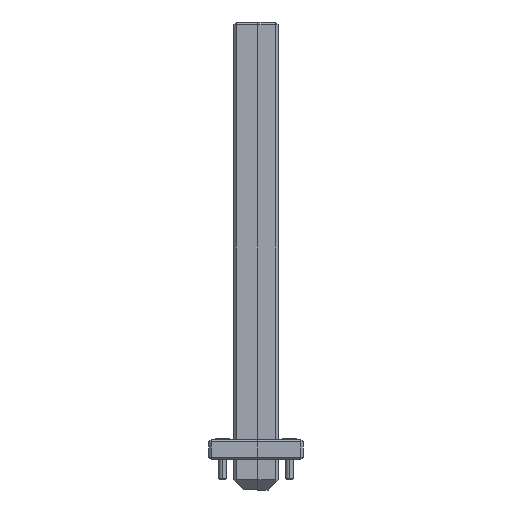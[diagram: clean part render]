
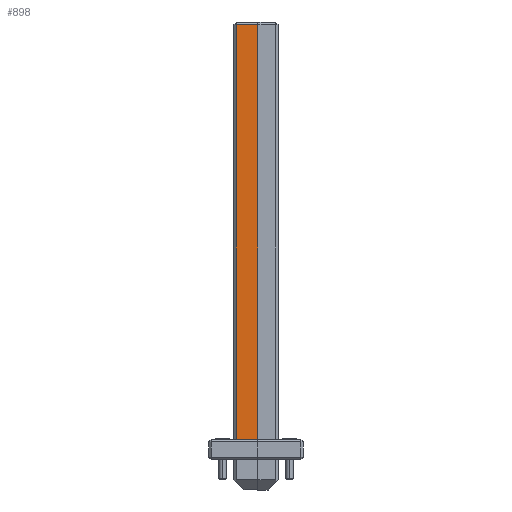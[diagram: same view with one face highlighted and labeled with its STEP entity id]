
A CAD part, left-side view. The second image highlights one B-rep face of the part: STEP entity #898.
In plain terms, the highlighted planar face has unit normal (-1, 0, 0).
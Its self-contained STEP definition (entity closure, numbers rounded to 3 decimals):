
#898 = ADVANCED_FACE ( 'NONE', ( #13446 ), #11056, .F. ) ;
#1607 = CARTESIAN_POINT ( 'NONE',  ( -26.39, 7.75, 188.642 ) ) ;
#1807 = CARTESIAN_POINT ( 'NONE',  ( -26.39, 7.75, 187.642 ) ) ;
#2335 = EDGE_LOOP ( 'NONE', ( #4725, #14875, #4688, #10539 ) ) ;
#2983 = LINE ( 'NONE', #8050, #3534 ) ;
#3244 = VERTEX_POINT ( 'NONE', #5216 ) ;
#3306 = DIRECTION ( 'NONE',  ( 0., 1., 0. ) ) ;
#3493 = CARTESIAN_POINT ( 'NONE',  ( -26.39, 8.75, 188.642 ) ) ;
#3534 = VECTOR ( 'NONE', #13106, 1000. ) ;
#3631 = VERTEX_POINT ( 'NONE', #8021 ) ;
#3670 = DIRECTION ( 'NONE',  ( 1., 0., 0. ) ) ;
#4688 = ORIENTED_EDGE ( 'NONE', *, *, #14373, .T. ) ;
#4725 = ORIENTED_EDGE ( 'NONE', *, *, #12982, .F. ) ;
#4933 = EDGE_CURVE ( 'NONE', #3244, #5174, #7431, .T. ) ;
#5174 = VERTEX_POINT ( 'NONE', #6870 ) ;
#5216 = CARTESIAN_POINT ( 'NONE',  ( -26.39, -0.75, 23.642 ) ) ;
#6468 = VECTOR ( 'NONE', #10345, 1000. ) ;
#6870 = CARTESIAN_POINT ( 'NONE',  ( -26.39, 7.75, 23.642 ) ) ;
#7099 = AXIS2_PLACEMENT_3D ( 'NONE', #3493, #3670, #9714 ) ;
#7356 = CARTESIAN_POINT ( 'NONE',  ( -26.39, -12.056, 23.642 ) ) ;
#7431 = LINE ( 'NONE', #7356, #15526 ) ;
#8021 = CARTESIAN_POINT ( 'NONE',  ( -26.39, -0.75, 187.642 ) ) ;
#8050 = CARTESIAN_POINT ( 'NONE',  ( -26.39, -0.75, 23.642 ) ) ;
#8590 = VECTOR ( 'NONE', #12841, 1000. ) ;
#9094 = LINE ( 'NONE', #1607, #6468 ) ;
#9714 = DIRECTION ( 'NONE',  ( 0., 0., -1. ) ) ;
#10345 = DIRECTION ( 'NONE',  ( 0., 0., -1. ) ) ;
#10364 = CARTESIAN_POINT ( 'NONE',  ( -26.39, 8.75, 187.642 ) ) ;
#10539 = ORIENTED_EDGE ( 'NONE', *, *, #4933, .F. ) ;
#11056 = PLANE ( 'NONE',  #7099 ) ;
#12757 = LINE ( 'NONE', #10364, #8590 ) ;
#12841 = DIRECTION ( 'NONE',  ( 0., 1., 0. ) ) ;
#12982 = EDGE_CURVE ( 'NONE', #3631, #3244, #2983, .T. ) ;
#13106 = DIRECTION ( 'NONE',  ( 0., 0., -1. ) ) ;
#13446 = FACE_OUTER_BOUND ( 'NONE', #2335, .T. ) ;
#13481 = EDGE_CURVE ( 'NONE', #3631, #15032, #12757, .T. ) ;
#14373 = EDGE_CURVE ( 'NONE', #15032, #5174, #9094, .T. ) ;
#14875 = ORIENTED_EDGE ( 'NONE', *, *, #13481, .T. ) ;
#15032 = VERTEX_POINT ( 'NONE', #1807 ) ;
#15526 = VECTOR ( 'NONE', #3306, 1000. ) ;
